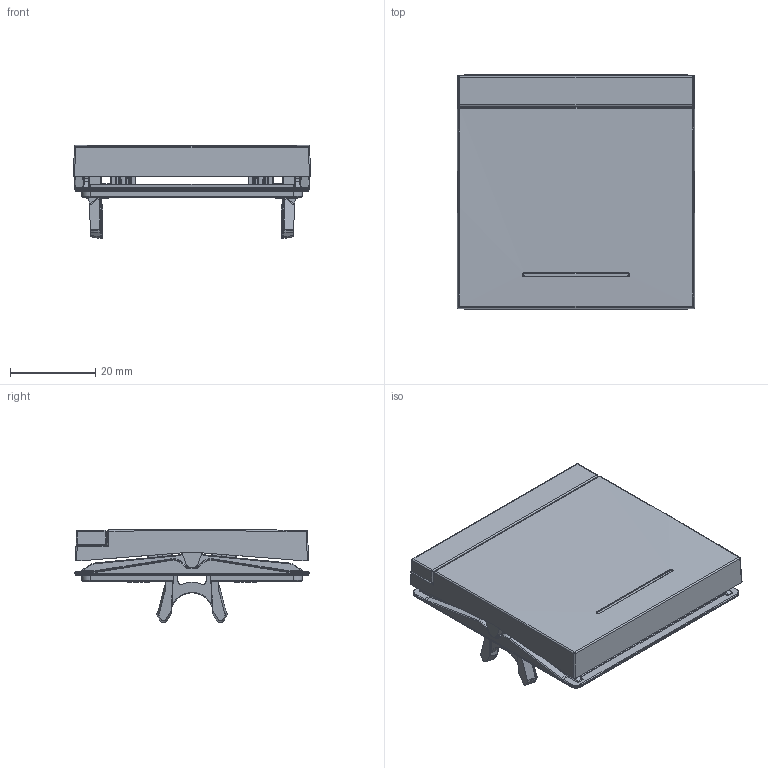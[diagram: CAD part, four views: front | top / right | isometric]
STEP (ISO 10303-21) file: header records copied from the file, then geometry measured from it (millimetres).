
FILE_DESCRIPTION((''),'2;1');
FILE_NAME('WAW1131_GEN_ASM','2025-03-21T09:59:02',('colosir'),(''),'CREO PARAMETRIC BY PTC INC, 2023154','CREO PARAMETRIC BY PTC INC, 2023154','');
FILE_SCHEMA(('CONFIG_CONTROL_DESIGN','SHAPE_APPEARANCE_LAYERS_GROUPS'));
Length unit declared in the file: millimetre
Products named in the file (7): W4G0300_18; W1D1222_GEN; W1A2571_GEN; W1Z0182_00; W1A2362_GEN; W1A2306_99; WAW1131_GEN_ASM
Assembly tree (6 placements, depth 2):
  WAW1131_GEN_ASM
    W4G0300_18
    W1D1222_GEN
    W1A2571_GEN
    W1Z0182_00
    W1A2362_GEN
    W1A2306_99
Bounding box: 55.6 x 54.8 x 21.8 mm (x, y, z)
Volume: 13680.2 mm3; surface area: 16778.2 mm2
Topology: 5 solids, 5 shells, 3094 faces, 8135 edges, 5130 vertices
Faces by surface type: plane 1649, cylinder 595, bspline 402, extrusion 174, torus 101, cone 93, sphere 80
Entity records: 118547 total; most frequent: CARTESIAN_POINT 46087, ORIENTED_EDGE 16226, DIRECTION 13014, EDGE_CURVE 8113, VECTOR 5504, LINE 5330, VERTEX_POINT 5130, AXIS2_PLACEMENT_3D 3755
